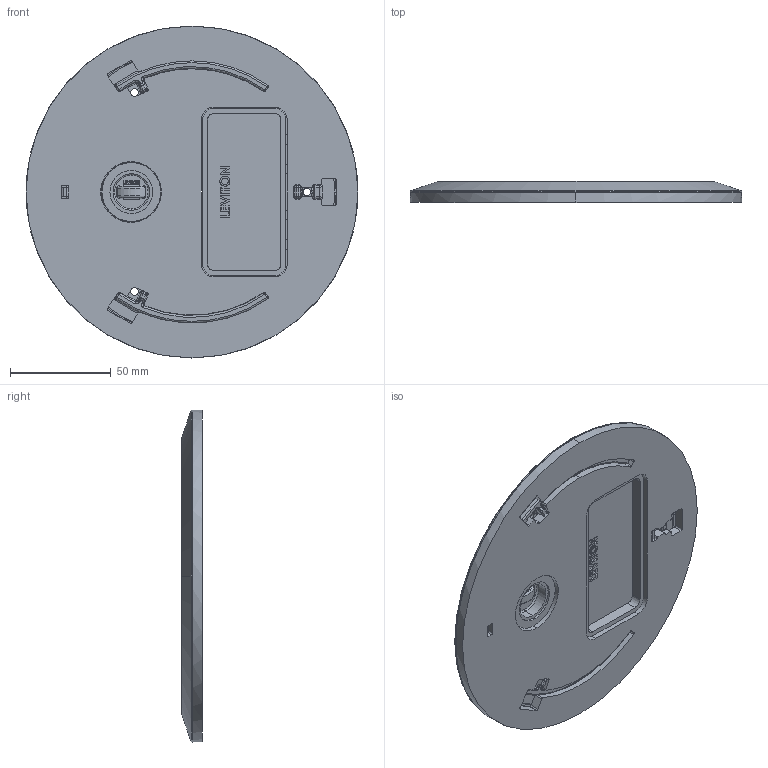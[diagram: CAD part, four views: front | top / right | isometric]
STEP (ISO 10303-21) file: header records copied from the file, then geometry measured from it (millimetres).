
FILE_DESCRIPTION (( 'STEP AP214' ), '1' );
FILE_NAME ('fbc1f.STEP', '2018-10-05T02:23:54', ( '' ), ( '' ), 'SwSTEP 2.0', 'SolidWorks 2017', '' );
FILE_SCHEMA (( 'AUTOMOTIVE_DESIGN' ));
Length unit declared in the file: inch
Products named in the file (1): fbc1f
Bounding box: 165.16 x 10.45 x 165.16 mm (x, y, z)
Surface area: 86005.4 mm2 (no closed solid volume)
Topology: 0 solids, 12 shells, 488 faces, 1570 edges, 1064 vertices
Faces by surface type: plane 219, cylinder 130, bspline 67, cone 26, sphere 24, torus 22
Entity records: 25585 total; most frequent: CARTESIAN_POINT 6016, DIRECTION 2648, ORIENTED_EDGE 2635, EDGE_CURVE 1546, VERTEX_POINT 1064, VECTOR 892, LINE 892, AXIS2_PLACEMENT_3D 878
